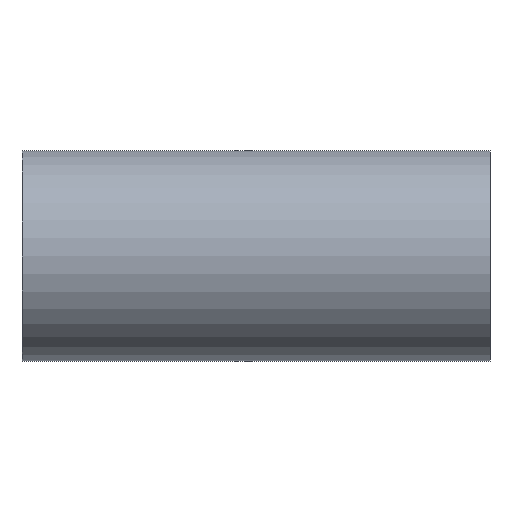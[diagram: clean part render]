
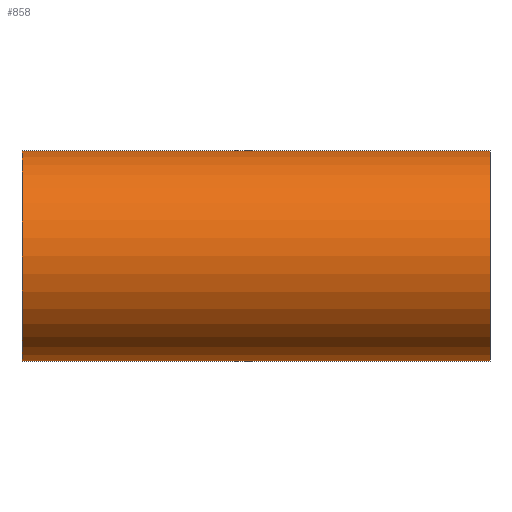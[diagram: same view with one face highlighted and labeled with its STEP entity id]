
A CAD part, front view. The second image highlights one B-rep face of the part: STEP entity #858.
In plain terms, the highlighted cylindrical face has radius 225.4 mm (diameter 450.8 mm), a full revolution.
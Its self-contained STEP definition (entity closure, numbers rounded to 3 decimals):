
#692 = PLANE('',#693);
#693 = AXIS2_PLACEMENT_3D('',#694,#695,#696);
#694 = CARTESIAN_POINT('',(1000.,200.,0.));
#695 = DIRECTION('',(-1.,0.,0.));
#696 = DIRECTION('',(0.,0.,-1.));
#751 = PLANE('',#752);
#752 = AXIS2_PLACEMENT_3D('',#753,#754,#755);
#753 = CARTESIAN_POINT('',(0.,200.,0.));
#754 = DIRECTION('',(-1.,0.,0.));
#755 = DIRECTION('',(0.,0.,-1.));
#789 = EDGE_CURVE('',#790,#790,#792,.T.);
#790 = VERTEX_POINT('',#791);
#791 = CARTESIAN_POINT('',(1000.,225.4,0.));
#792 = SURFACE_CURVE('',#793,(#798,#809),.PCURVE_S1.);
#793 = CIRCLE('',#794,225.4);
#794 = AXIS2_PLACEMENT_3D('',#795,#796,#797);
#795 = CARTESIAN_POINT('',(1000.,0.,0.));
#796 = DIRECTION('',(1.,0.,0.));
#797 = DIRECTION('',(0.,1.,0.));
#798 = PCURVE('',#692,#799);
#799 = DEFINITIONAL_REPRESENTATION('',(#800),#808);
#800 = ( BOUNDED_CURVE() B_SPLINE_CURVE(2,(#801,#802,#803,#804,#805,#806
,#807),.UNSPECIFIED.,.F.,.F.) B_SPLINE_CURVE_WITH_KNOTS((1,2,2,2,2,1),(
    -2.094,0.,2.094,4.189,6.283,
8.378),.UNSPECIFIED.) CURVE() GEOMETRIC_REPRESENTATION_ITEM() 
RATIONAL_B_SPLINE_CURVE((1.,0.5,1.,0.5,1.,0.5,1.)) REPRESENTATION_ITEM(
  '') );
#801 = CARTESIAN_POINT('',(0.,-25.4));
#802 = CARTESIAN_POINT('',(-390.404,-25.4));
#803 = CARTESIAN_POINT('',(-195.202,312.7));
#804 = CARTESIAN_POINT('',(0.,650.8));
#805 = CARTESIAN_POINT('',(195.202,312.7));
#806 = CARTESIAN_POINT('',(390.404,-25.4));
#807 = CARTESIAN_POINT('',(0.,-25.4));
#808 = ( GEOMETRIC_REPRESENTATION_CONTEXT(2) 
PARAMETRIC_REPRESENTATION_CONTEXT() REPRESENTATION_CONTEXT('2D SPACE',''
  ) );
#809 = PCURVE('',#810,#815);
#810 = CYLINDRICAL_SURFACE('',#811,225.4);
#811 = AXIS2_PLACEMENT_3D('',#812,#813,#814);
#812 = CARTESIAN_POINT('',(0.,0.,0.));
#813 = DIRECTION('',(1.,0.,0.));
#814 = DIRECTION('',(0.,1.,0.));
#815 = DEFINITIONAL_REPRESENTATION('',(#816),#820);
#816 = LINE('',#817,#818);
#817 = CARTESIAN_POINT('',(0.,1000.));
#818 = VECTOR('',#819,1.);
#819 = DIRECTION('',(1.,0.));
#820 = ( GEOMETRIC_REPRESENTATION_CONTEXT(2) 
PARAMETRIC_REPRESENTATION_CONTEXT() REPRESENTATION_CONTEXT('2D SPACE',''
  ) );
#828 = EDGE_CURVE('',#829,#829,#831,.T.);
#829 = VERTEX_POINT('',#830);
#830 = CARTESIAN_POINT('',(0.,225.4,0.));
#831 = SURFACE_CURVE('',#832,(#837,#848),.PCURVE_S1.);
#832 = CIRCLE('',#833,225.4);
#833 = AXIS2_PLACEMENT_3D('',#834,#835,#836);
#834 = CARTESIAN_POINT('',(0.,0.,0.));
#835 = DIRECTION('',(1.,0.,0.));
#836 = DIRECTION('',(0.,1.,0.));
#837 = PCURVE('',#751,#838);
#838 = DEFINITIONAL_REPRESENTATION('',(#839),#847);
#839 = ( BOUNDED_CURVE() B_SPLINE_CURVE(2,(#840,#841,#842,#843,#844,#845
,#846),.UNSPECIFIED.,.F.,.F.) B_SPLINE_CURVE_WITH_KNOTS((1,2,2,2,2,1),(
    -2.094,0.,2.094,4.189,6.283,
8.378),.UNSPECIFIED.) CURVE() GEOMETRIC_REPRESENTATION_ITEM() 
RATIONAL_B_SPLINE_CURVE((1.,0.5,1.,0.5,1.,0.5,1.)) REPRESENTATION_ITEM(
  '') );
#840 = CARTESIAN_POINT('',(0.,-25.4));
#841 = CARTESIAN_POINT('',(-390.404,-25.4));
#842 = CARTESIAN_POINT('',(-195.202,312.7));
#843 = CARTESIAN_POINT('',(0.,650.8));
#844 = CARTESIAN_POINT('',(195.202,312.7));
#845 = CARTESIAN_POINT('',(390.404,-25.4));
#846 = CARTESIAN_POINT('',(0.,-25.4));
#847 = ( GEOMETRIC_REPRESENTATION_CONTEXT(2) 
PARAMETRIC_REPRESENTATION_CONTEXT() REPRESENTATION_CONTEXT('2D SPACE',''
  ) );
#848 = PCURVE('',#810,#849);
#849 = DEFINITIONAL_REPRESENTATION('',(#850),#854);
#850 = LINE('',#851,#852);
#851 = CARTESIAN_POINT('',(0.,0.));
#852 = VECTOR('',#853,1.);
#853 = DIRECTION('',(1.,0.));
#854 = ( GEOMETRIC_REPRESENTATION_CONTEXT(2) 
PARAMETRIC_REPRESENTATION_CONTEXT() REPRESENTATION_CONTEXT('2D SPACE',''
  ) );
#858 = ADVANCED_FACE('',(#859),#810,.T.);
#859 = FACE_BOUND('',#860,.T.);
#860 = EDGE_LOOP('',(#861,#862,#883,#884));
#861 = ORIENTED_EDGE('',*,*,#789,.F.);
#862 = ORIENTED_EDGE('',*,*,#863,.F.);
#863 = EDGE_CURVE('',#829,#790,#864,.T.);
#864 = SEAM_CURVE('',#865,(#869,#876),.PCURVE_S1.);
#865 = LINE('',#866,#867);
#866 = CARTESIAN_POINT('',(0.,225.4,0.));
#867 = VECTOR('',#868,1.);
#868 = DIRECTION('',(1.,0.,0.));
#869 = PCURVE('',#810,#870);
#870 = DEFINITIONAL_REPRESENTATION('',(#871),#875);
#871 = LINE('',#872,#873);
#872 = CARTESIAN_POINT('',(0.,0.));
#873 = VECTOR('',#874,1.);
#874 = DIRECTION('',(0.,1.));
#875 = ( GEOMETRIC_REPRESENTATION_CONTEXT(2) 
PARAMETRIC_REPRESENTATION_CONTEXT() REPRESENTATION_CONTEXT('2D SPACE',''
  ) );
#876 = PCURVE('',#810,#877);
#877 = DEFINITIONAL_REPRESENTATION('',(#878),#882);
#878 = LINE('',#879,#880);
#879 = CARTESIAN_POINT('',(6.283,0.));
#880 = VECTOR('',#881,1.);
#881 = DIRECTION('',(0.,1.));
#882 = ( GEOMETRIC_REPRESENTATION_CONTEXT(2) 
PARAMETRIC_REPRESENTATION_CONTEXT() REPRESENTATION_CONTEXT('2D SPACE',''
  ) );
#883 = ORIENTED_EDGE('',*,*,#828,.T.);
#884 = ORIENTED_EDGE('',*,*,#863,.T.);
